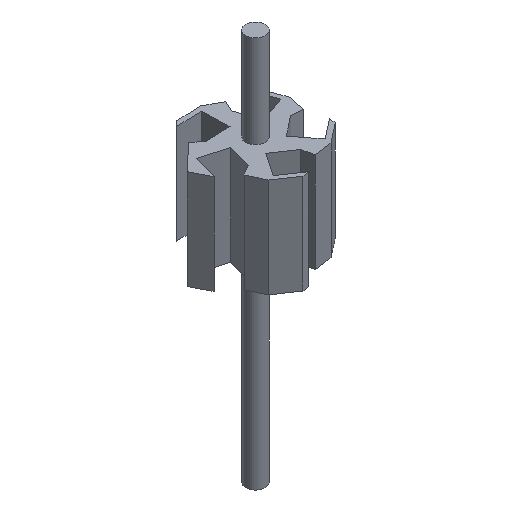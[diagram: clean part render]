
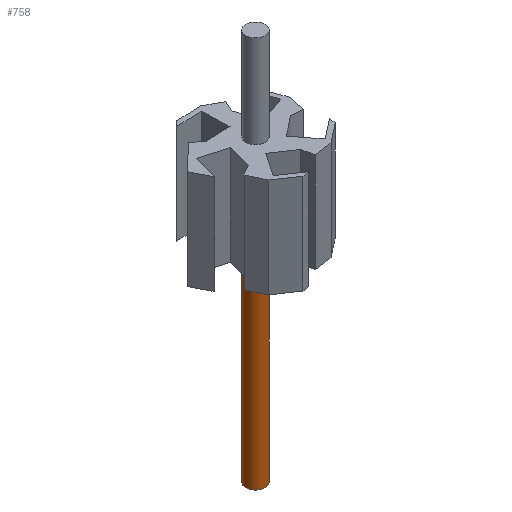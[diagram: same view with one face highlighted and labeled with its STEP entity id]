
A CAD part, isometric view. The second image highlights one B-rep face of the part: STEP entity #758.
In plain terms, the highlighted cylindrical face has radius 12.5 mm (diameter 25 mm), a full revolution.
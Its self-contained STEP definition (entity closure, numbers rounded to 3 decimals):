
#56=FACE_OUTER_BOUND('',#96,.T.);
#96=EDGE_LOOP('',(#540,#541,#542,#543,#544));
#138=LINE('',#1068,#242);
#242=VECTOR('',#872,12.5);
#348=CIRCLE('',#816,12.5);
#349=CIRCLE('',#817,12.5);
#350=CIRCLE('',#818,12.5);
#354=VERTEX_POINT('',#1065);
#355=VERTEX_POINT('',#1067);
#356=VERTEX_POINT('',#1069);
#429=EDGE_CURVE('',#354,#354,#348,.T.);
#430=EDGE_CURVE('',#354,#355,#138,.T.);
#431=EDGE_CURVE('',#356,#355,#349,.T.);
#432=EDGE_CURVE('',#355,#356,#350,.T.);
#540=ORIENTED_EDGE('',*,*,#429,.F.);
#541=ORIENTED_EDGE('',*,*,#430,.T.);
#542=ORIENTED_EDGE('',*,*,#431,.F.);
#543=ORIENTED_EDGE('',*,*,#432,.F.);
#544=ORIENTED_EDGE('',*,*,#430,.F.);
#756=CYLINDRICAL_SURFACE('',#815,12.5);
#758=ADVANCED_FACE('',(#56),#756,.T.);
#815=AXIS2_PLACEMENT_3D('',#1064,#868,#869);
#816=AXIS2_PLACEMENT_3D('',#1066,#870,#871);
#817=AXIS2_PLACEMENT_3D('',#1070,#873,#874);
#818=AXIS2_PLACEMENT_3D('',#1071,#875,#876);
#868=DIRECTION('center_axis',(0.,0.,-1.));
#869=DIRECTION('ref_axis',(1.,0.,0.));
#870=DIRECTION('center_axis',(0.,0.,-1.));
#871=DIRECTION('ref_axis',(1.,0.,0.));
#872=DIRECTION('',(0.,0.,1.));
#873=DIRECTION('center_axis',(0.,0.,1.));
#874=DIRECTION('ref_axis',(-1.,0.,0.));
#875=DIRECTION('center_axis',(0.,0.,1.));
#876=DIRECTION('ref_axis',(-1.,0.,0.));
#1064=CARTESIAN_POINT('Origin',(0.,205.,400.));
#1065=CARTESIAN_POINT('',(-12.5,205.,-100.));
#1066=CARTESIAN_POINT('Origin',(0.,205.,-100.));
#1067=CARTESIAN_POINT('',(-12.5,205.,155.));
#1068=CARTESIAN_POINT('',(-12.5,205.,400.));
#1069=CARTESIAN_POINT('',(12.5,205.,155.));
#1070=CARTESIAN_POINT('Origin',(0.,205.,155.));
#1071=CARTESIAN_POINT('Origin',(0.,205.,155.));
